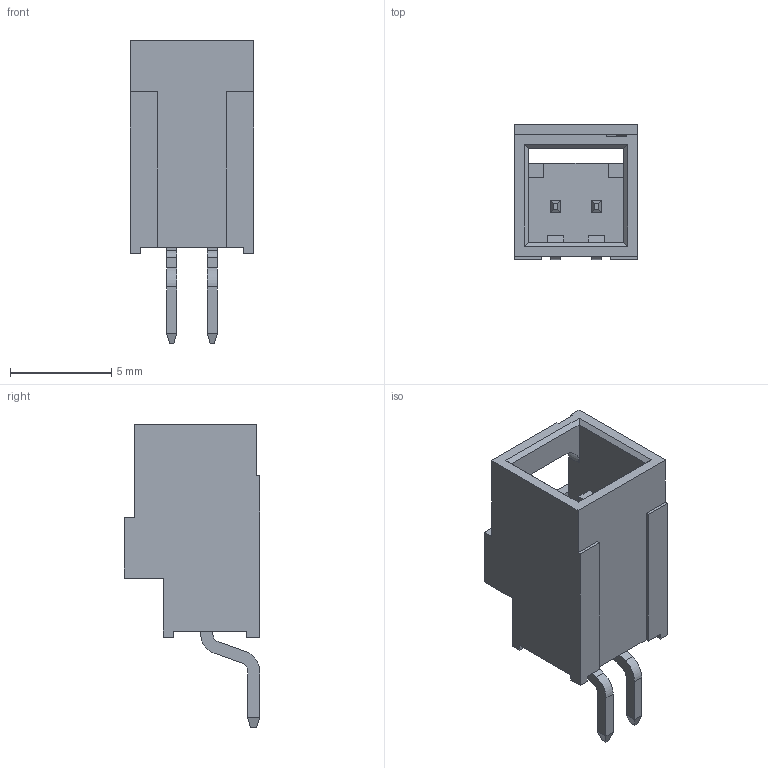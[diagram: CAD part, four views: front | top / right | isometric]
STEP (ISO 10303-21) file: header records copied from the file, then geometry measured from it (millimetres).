
FILE_DESCRIPTION((''),'2;1');
FILE_NAME('1510641002','2018-11-29T',('gga'),(''),'PRO/ENGINEER BY PARAMETRIC TECHNOLOGY CORPORATION, 2016010','PRO/ENGINEER BY PARAMETRIC TECHNOLOGY CORPORATION, 2016010','');
FILE_SCHEMA(('CONFIG_CONTROL_DESIGN'));
Length unit declared in the file: millimetre
Products named in the file (1): 1510641002
Bounding box: 6.1 x 6.68 x 14.97 mm (x, y, z)
Volume: 185 mm3; surface area: 503.9 mm2
Topology: 1 solids, 1 shells, 110 faces, 307 edges, 200 vertices
Faces by surface type: plane 100, cylinder 10
Entity records: 3492 total; most frequent: CARTESIAN_POINT 610, ORIENTED_EDGE 598, DIRECTION 549, EDGE_CURVE 299, VECTOR 287, LINE 287, VERTEX_POINT 192, AXIS2_PLACEMENT_3D 131
